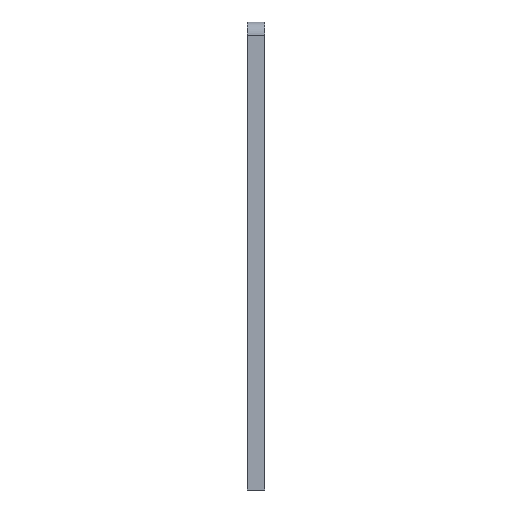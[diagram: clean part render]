
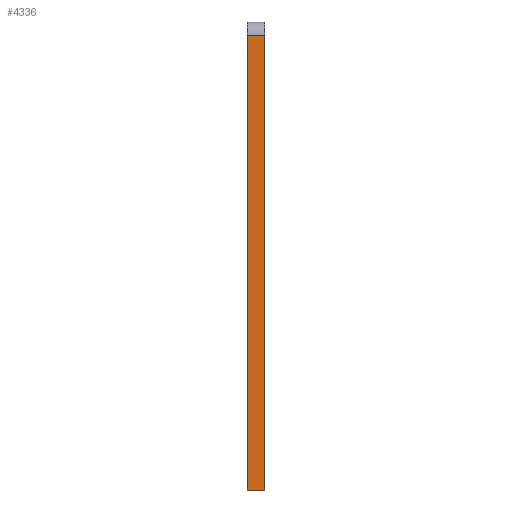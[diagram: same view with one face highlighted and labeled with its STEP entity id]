
A CAD part, left-side view. The second image highlights one B-rep face of the part: STEP entity #4336.
In plain terms, the highlighted planar face has unit normal (-1, 0, 0).
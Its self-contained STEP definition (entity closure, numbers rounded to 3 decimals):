
#64 = EDGE_CURVE ( 'NONE', #792, #644, #4621, .T. ) ;
#119 = DIRECTION ( 'NONE',  ( 0., 0., -1. ) ) ;
#473 = CARTESIAN_POINT ( 'NONE',  ( -96.5, 6.5, 83. ) ) ;
#644 = VERTEX_POINT ( 'NONE', #2822 ) ;
#792 = VERTEX_POINT ( 'NONE', #2561 ) ;
#928 = LINE ( 'NONE', #3935, #3010 ) ;
#1738 = DIRECTION ( 'NONE',  ( 0., -1., 0. ) ) ;
#1758 = EDGE_CURVE ( 'NONE', #2142, #2403, #3845, .T. ) ;
#1824 = PLANE ( 'NONE',  #3916 ) ;
#1859 = EDGE_CURVE ( 'NONE', #2142, #792, #928, .T. ) ;
#2121 = CARTESIAN_POINT ( 'NONE',  ( -96.5, 6.5, 83. ) ) ;
#2142 = VERTEX_POINT ( 'NONE', #4191 ) ;
#2152 = CARTESIAN_POINT ( 'NONE',  ( -96.5, 6.5, -88. ) ) ;
#2360 = FACE_OUTER_BOUND ( 'NONE', #5140, .T. ) ;
#2403 = VERTEX_POINT ( 'NONE', #473 ) ;
#2521 = EDGE_CURVE ( 'NONE', #644, #2403, #4573, .T. ) ;
#2561 = CARTESIAN_POINT ( 'NONE',  ( -96.5, 0., -88. ) ) ;
#2821 = DIRECTION ( 'NONE',  ( 0., 0., 1. ) ) ;
#2822 = CARTESIAN_POINT ( 'NONE',  ( -96.5, 0., 83. ) ) ;
#3010 = VECTOR ( 'NONE', #1738, 1000. ) ;
#3028 = DIRECTION ( 'NONE',  ( 0., 1., 0. ) ) ;
#3539 = ORIENTED_EDGE ( 'NONE', *, *, #64, .T. ) ;
#3589 = VECTOR ( 'NONE', #2821, 1000. ) ;
#3755 = ORIENTED_EDGE ( 'NONE', *, *, #1859, .T. ) ;
#3845 = LINE ( 'NONE', #2152, #3986 ) ;
#3916 = AXIS2_PLACEMENT_3D ( 'NONE', #5396, #4491, #119 ) ;
#3920 = ORIENTED_EDGE ( 'NONE', *, *, #2521, .T. ) ;
#3935 = CARTESIAN_POINT ( 'NONE',  ( -96.5, 6.5, -88. ) ) ;
#3986 = VECTOR ( 'NONE', #4337, 1000. ) ;
#4112 = ORIENTED_EDGE ( 'NONE', *, *, #1758, .F. ) ;
#4191 = CARTESIAN_POINT ( 'NONE',  ( -96.5, 6.5, -88. ) ) ;
#4336 = ADVANCED_FACE ( 'NONE', ( #2360 ), #1824, .F. ) ;
#4337 = DIRECTION ( 'NONE',  ( 0., 0., 1. ) ) ;
#4491 = DIRECTION ( 'NONE',  ( 1., 0., 0. ) ) ;
#4573 = LINE ( 'NONE', #2121, #5470 ) ;
#4621 = LINE ( 'NONE', #4666, #3589 ) ;
#4666 = CARTESIAN_POINT ( 'NONE',  ( -96.5, 0., -88. ) ) ;
#5140 = EDGE_LOOP ( 'NONE', ( #3539, #3920, #4112, #3755 ) ) ;
#5396 = CARTESIAN_POINT ( 'NONE',  ( -96.5, 6.5, -88. ) ) ;
#5470 = VECTOR ( 'NONE', #3028, 1000. ) ;
